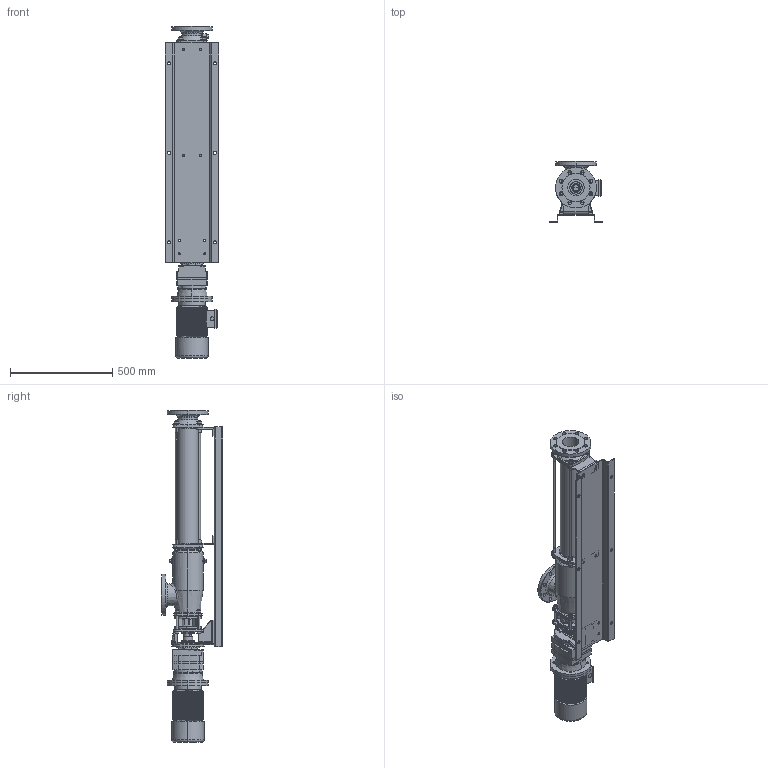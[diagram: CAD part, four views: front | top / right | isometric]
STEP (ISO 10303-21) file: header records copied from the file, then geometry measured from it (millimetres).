
FILE_DESCRIPTION (( 'STEP AP214' ), '1' );
FILE_NAME ('RMCB572.STEP', '2025-05-31T13:37:31', ( '' ), ( '' ), 'SwSTEP 2.0', 'SolidWorks 2021', '' );
FILE_SCHEMA (( 'AUTOMOTIVE_DESIGN' ));
Length unit declared in the file: millimetre
Products named in the file (1): RMCB572
Bounding box: 263 x 299.9 x 1625 mm (x, y, z)
Volume: 16130062.1 mm3; surface area: 3031600.2 mm2
Topology: 89 solids, 91 shells, 3130 faces, 7470 edges, 4580 vertices
Faces by surface type: plane 1277, cylinder 1149, cone 401, torus 173, bspline 106, sphere 24
Entity records: 148475 total; most frequent: CARTESIAN_POINT 42219, ORIENTED_EDGE 14878, DIRECTION 14486, EDGE_CURVE 7439, AXIS2_PLACEMENT_3D 5800, VERTEX_POINT 4578, EDGE_LOOP 3489, UNCERTAINTY_MEASURE_WITH_UNIT 3221
